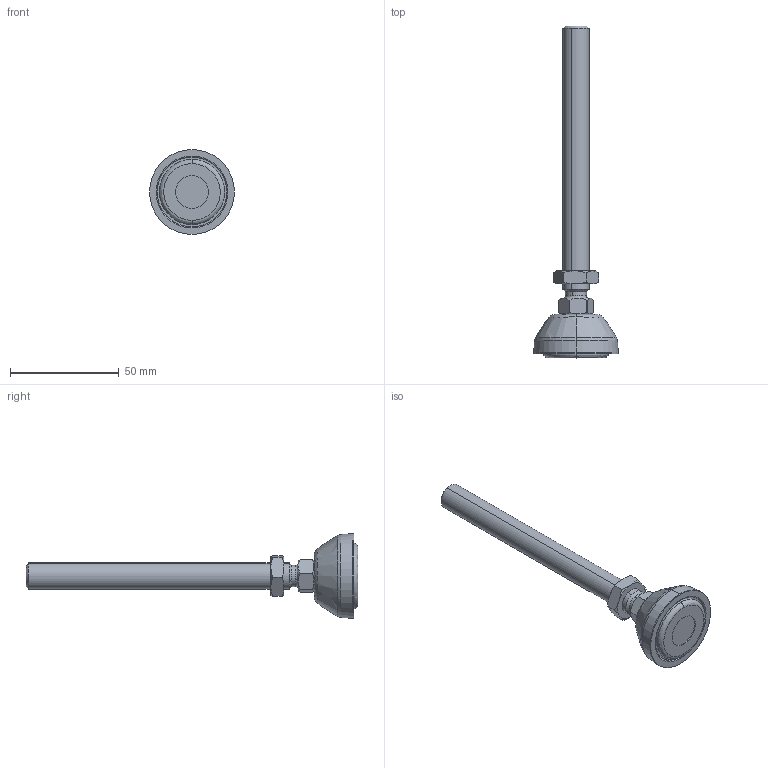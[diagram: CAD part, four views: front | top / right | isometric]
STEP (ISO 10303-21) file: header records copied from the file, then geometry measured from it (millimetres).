
FILE_DESCRIPTION (( 'STEP AP203' ), '1' );
FILE_NAME ('A60.00.40.05 Nylon swivel feet 40 - M12 x 125.STEP', '2018-09-28T13:13:56', ( '' ), ( '' ), 'SwSTEP 2.0', 'SolidWorks 2015', '' );
FILE_SCHEMA (( 'CONFIG_CONTROL_DESIGN' ));
Length unit declared in the file: inch
Products named in the file (2): A60.00.40.05 Nylon swivel feet 40 - M12 x 125
Bounding box: 39 x 152.5 x 39 mm (x, y, z)
Volume: 36430.9 mm3; surface area: 13148.2 mm2
Topology: 4 solids, 4 shells, 105 faces, 249 edges, 149 vertices
Faces by surface type: cone 33, cylinder 27, plane 23, bspline 22
Entity records: 4219 total; most frequent: CARTESIAN_POINT 1793, ORIENTED_EDGE 482, DIRECTION 476, EDGE_CURVE 241, AXIS2_PLACEMENT_3D 208, VERTEX_POINT 149, CIRCLE 123, EDGE_LOOP 112
